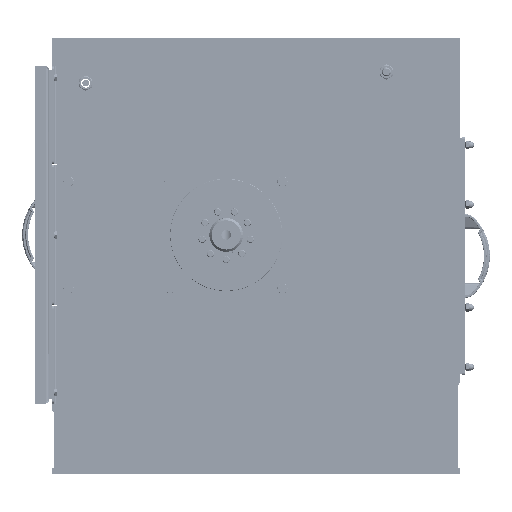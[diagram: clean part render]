
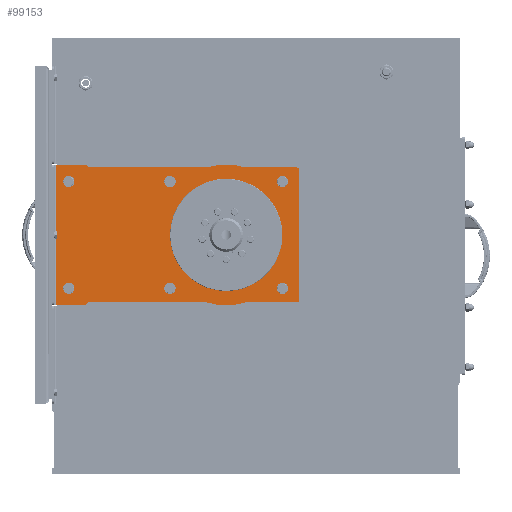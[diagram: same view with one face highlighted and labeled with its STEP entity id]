
A CAD part, left-side view. The second image highlights one B-rep face of the part: STEP entity #99153.
In plain terms, the highlighted planar face has unit normal (-1, 0, 0).
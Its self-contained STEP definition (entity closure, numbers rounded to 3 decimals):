
#2782=FACE_BOUND('',#26785,.T.);
#2783=FACE_BOUND('',#26786,.T.);
#2784=FACE_BOUND('',#26787,.T.);
#2785=FACE_BOUND('',#26788,.T.);
#2786=FACE_BOUND('',#26789,.T.);
#2787=FACE_BOUND('',#26790,.T.);
#2788=FACE_BOUND('',#26791,.T.);
#3869=LINE('',#144627,#10835);
#3875=LINE('',#144648,#10841);
#3878=LINE('',#144654,#10844);
#3882=LINE('',#144660,#10848);
#3885=LINE('',#144665,#10851);
#3888=LINE('',#144677,#10854);
#3891=LINE('',#144683,#10857);
#3894=LINE('',#144688,#10860);
#3896=LINE('',#144692,#10862);
#3897=LINE('',#144693,#10863);
#10835=VECTOR('',#116101,10.);
#10841=VECTOR('',#116121,10.);
#10844=VECTOR('',#116126,10.);
#10848=VECTOR('',#116132,10.);
#10851=VECTOR('',#116137,10.);
#10854=VECTOR('',#116148,10.);
#10857=VECTOR('',#116153,10.);
#10860=VECTOR('',#116158,10.);
#10862=VECTOR('',#116162,10.);
#10863=VECTOR('',#116163,10.);
#17789=PLANE('',#105245);
#20749=FACE_OUTER_BOUND('',#26784,.T.);
#26784=EDGE_LOOP('',(#63778,#63779,#63780,#63781,#63782,#63783,#63784,#63785,
#63786,#63787,#63788,#63789,#63790,#63791));
#26785=EDGE_LOOP('',(#63792));
#26786=EDGE_LOOP('',(#63793));
#26787=EDGE_LOOP('',(#63794));
#26788=EDGE_LOOP('',(#63795));
#26789=EDGE_LOOP('',(#63796));
#26790=EDGE_LOOP('',(#63797));
#26791=EDGE_LOOP('',(#63798));
#33855=CIRCLE('',#105226,5.);
#33858=CIRCLE('',#105231,5.);
#33859=CIRCLE('',#105233,125.);
#33862=CIRCLE('',#105241,125.);
#33863=CIRCLE('',#105246,10.);
#33864=CIRCLE('',#105247,10.);
#33865=CIRCLE('',#105248,10.);
#33866=CIRCLE('',#105249,10.);
#33867=CIRCLE('',#105250,10.);
#33868=CIRCLE('',#105251,10.);
#33869=CIRCLE('',#105252,99.5);
#40524=VERTEX_POINT('',#144617);
#40525=VERTEX_POINT('',#144618);
#40528=VERTEX_POINT('',#144626);
#40531=VERTEX_POINT('',#144634);
#40532=VERTEX_POINT('',#144638);
#40533=VERTEX_POINT('',#144639);
#40536=VERTEX_POINT('',#144647);
#40538=VERTEX_POINT('',#144653);
#40540=VERTEX_POINT('',#144663);
#40543=VERTEX_POINT('',#144670);
#40544=VERTEX_POINT('',#144672);
#40545=VERTEX_POINT('',#144676);
#40547=VERTEX_POINT('',#144682);
#40549=VERTEX_POINT('',#144691);
#40550=VERTEX_POINT('',#144694);
#40551=VERTEX_POINT('',#144696);
#40552=VERTEX_POINT('',#144698);
#40553=VERTEX_POINT('',#144700);
#40554=VERTEX_POINT('',#144702);
#40555=VERTEX_POINT('',#144704);
#40556=VERTEX_POINT('',#144706);
#49440=EDGE_CURVE('',#40524,#40525,#33855,.T.);
#49444=EDGE_CURVE('',#40525,#40528,#3869,.T.);
#49448=EDGE_CURVE('',#40528,#40531,#33858,.T.);
#49450=EDGE_CURVE('',#40532,#40533,#33859,.T.);
#49454=EDGE_CURVE('',#40533,#40536,#3875,.T.);
#49457=EDGE_CURVE('',#40536,#40538,#3878,.T.);
#49461=EDGE_CURVE('',#40524,#40532,#3882,.T.);
#49464=EDGE_CURVE('',#40538,#40540,#3885,.T.);
#49467=EDGE_CURVE('',#40544,#40543,#33862,.T.);
#49469=EDGE_CURVE('',#40545,#40544,#3888,.T.);
#49472=EDGE_CURVE('',#40547,#40545,#3891,.T.);
#49475=EDGE_CURVE('',#40543,#40531,#3894,.T.);
#49477=EDGE_CURVE('',#40549,#40540,#3896,.T.);
#49478=EDGE_CURVE('',#40547,#40549,#3897,.T.);
#49479=EDGE_CURVE('',#40550,#40550,#33863,.T.);
#49480=EDGE_CURVE('',#40551,#40551,#33864,.T.);
#49481=EDGE_CURVE('',#40552,#40552,#33865,.T.);
#49482=EDGE_CURVE('',#40553,#40553,#33866,.T.);
#49483=EDGE_CURVE('',#40554,#40554,#33867,.T.);
#49484=EDGE_CURVE('',#40555,#40555,#33868,.T.);
#49485=EDGE_CURVE('',#40556,#40556,#33869,.T.);
#63778=ORIENTED_EDGE('',*,*,#49440,.F.);
#63779=ORIENTED_EDGE('',*,*,#49461,.T.);
#63780=ORIENTED_EDGE('',*,*,#49450,.T.);
#63781=ORIENTED_EDGE('',*,*,#49454,.T.);
#63782=ORIENTED_EDGE('',*,*,#49457,.T.);
#63783=ORIENTED_EDGE('',*,*,#49464,.T.);
#63784=ORIENTED_EDGE('',*,*,#49477,.F.);
#63785=ORIENTED_EDGE('',*,*,#49478,.F.);
#63786=ORIENTED_EDGE('',*,*,#49472,.T.);
#63787=ORIENTED_EDGE('',*,*,#49469,.T.);
#63788=ORIENTED_EDGE('',*,*,#49467,.T.);
#63789=ORIENTED_EDGE('',*,*,#49475,.T.);
#63790=ORIENTED_EDGE('',*,*,#49448,.F.);
#63791=ORIENTED_EDGE('',*,*,#49444,.F.);
#63792=ORIENTED_EDGE('',*,*,#49479,.T.);
#63793=ORIENTED_EDGE('',*,*,#49480,.T.);
#63794=ORIENTED_EDGE('',*,*,#49481,.T.);
#63795=ORIENTED_EDGE('',*,*,#49482,.T.);
#63796=ORIENTED_EDGE('',*,*,#49483,.T.);
#63797=ORIENTED_EDGE('',*,*,#49484,.T.);
#63798=ORIENTED_EDGE('',*,*,#49485,.T.);
#99153=ADVANCED_FACE('',(#20749,#2782,#2783,#2784,#2785,#2786,#2787,#2788),
#17789,.F.);
#105226=AXIS2_PLACEMENT_3D('',#144619,#116093,#116094);
#105231=AXIS2_PLACEMENT_3D('',#144635,#116108,#116109);
#105233=AXIS2_PLACEMENT_3D('',#144640,#116113,#116114);
#105241=AXIS2_PLACEMENT_3D('',#144673,#116143,#116144);
#105245=AXIS2_PLACEMENT_3D('',#144690,#116160,#116161);
#105246=AXIS2_PLACEMENT_3D('',#144695,#116164,#116165);
#105247=AXIS2_PLACEMENT_3D('',#144697,#116166,#116167);
#105248=AXIS2_PLACEMENT_3D('',#144699,#116168,#116169);
#105249=AXIS2_PLACEMENT_3D('',#144701,#116170,#116171);
#105250=AXIS2_PLACEMENT_3D('',#144703,#116172,#116173);
#105251=AXIS2_PLACEMENT_3D('',#144705,#116174,#116175);
#105252=AXIS2_PLACEMENT_3D('',#144707,#116176,#116177);
#116093=DIRECTION('center_axis',(1.,0.,0.));
#116094=DIRECTION('ref_axis',(0.,-0.707,0.707));
#116101=DIRECTION('',(0.,0.,-1.));
#116108=DIRECTION('center_axis',(1.,0.,0.));
#116109=DIRECTION('ref_axis',(0.,-0.707,
-0.707));
#116113=DIRECTION('center_axis',(-1.,0.,0.));
#116114=DIRECTION('ref_axis',(0.,-0.28,-0.96));
#116121=DIRECTION('',(0.,1.,0.));
#116126=DIRECTION('',(0.,0.707,0.707));
#116132=DIRECTION('',(0.,1.,0.));
#116137=DIRECTION('',(0.,1.,0.));
#116143=DIRECTION('center_axis',(-1.,0.,0.));
#116144=DIRECTION('ref_axis',(0.,-0.28,0.96));
#116148=DIRECTION('',(0.,-1.,0.));
#116153=DIRECTION('',(0.,-0.707,0.707));
#116158=DIRECTION('',(0.,-1.,0.));
#116160=DIRECTION('center_axis',(1.,0.,0.));
#116161=DIRECTION('ref_axis',(0.,0.,
-1.));
#116162=DIRECTION('',(0.,0.,1.));
#116163=DIRECTION('',(0.,1.,0.));
#116164=DIRECTION('center_axis',(1.,0.,0.));
#116165=DIRECTION('ref_axis',(0.,1.,0.));
#116166=DIRECTION('center_axis',(1.,0.,0.));
#116167=DIRECTION('ref_axis',(0.,1.,0.));
#116168=DIRECTION('center_axis',(1.,0.,0.));
#116169=DIRECTION('ref_axis',(0.,1.,0.));
#116170=DIRECTION('center_axis',(1.,0.,0.));
#116171=DIRECTION('ref_axis',(0.,1.,0.));
#116172=DIRECTION('center_axis',(1.,0.,0.));
#116173=DIRECTION('ref_axis',(0.,1.,0.));
#116174=DIRECTION('center_axis',(1.,0.,0.));
#116175=DIRECTION('ref_axis',(0.,1.,0.));
#116176=DIRECTION('center_axis',(1.,0.,0.));
#116177=DIRECTION('ref_axis',(0.,0.,
-1.));
#144617=CARTESIAN_POINT('',(-874.,-125.,120.));
#144618=CARTESIAN_POINT('',(-874.,-130.,115.));
#144619=CARTESIAN_POINT('Origin',(-874.,-125.,115.));
#144626=CARTESIAN_POINT('',(-874.,-130.,-115.));
#144627=CARTESIAN_POINT('',(-874.,-130.,125.));
#144634=CARTESIAN_POINT('',(-874.,-125.,-120.));
#144635=CARTESIAN_POINT('Origin',(-874.,-125.,-115.));
#144638=CARTESIAN_POINT('',(-874.,-35.,120.));
#144639=CARTESIAN_POINT('',(-874.,35.,120.));
#144640=CARTESIAN_POINT('Origin',(-874.,0.,0.));
#144647=CARTESIAN_POINT('',(-874.,245.,120.));
#144648=CARTESIAN_POINT('',(-874.,174.762,120.));
#144653=CARTESIAN_POINT('',(-874.,250.,125.));
#144654=CARTESIAN_POINT('',(-874.,182.381,57.381));
#144660=CARTESIAN_POINT('',(-874.,34.762,120.));
#144663=CARTESIAN_POINT('',(-874.,302.,125.));
#144665=CARTESIAN_POINT('',(-874.,-130.,125.));
#144670=CARTESIAN_POINT('',(-874.,-35.,-120.));
#144672=CARTESIAN_POINT('',(-874.,35.,-120.));
#144673=CARTESIAN_POINT('Origin',(-874.,0.,0.));
#144676=CARTESIAN_POINT('',(-874.,245.,-120.));
#144677=CARTESIAN_POINT('',(-874.,174.762,-120.));
#144682=CARTESIAN_POINT('',(-874.,250.,-125.));
#144683=CARTESIAN_POINT('',(-874.,182.381,-57.381));
#144688=CARTESIAN_POINT('',(-874.,34.762,-120.));
#144690=CARTESIAN_POINT('Origin',(-874.,104.524,0.));
#144691=CARTESIAN_POINT('',(-874.,302.,-125.));
#144692=CARTESIAN_POINT('',(-874.,302.,0.));
#144693=CARTESIAN_POINT('',(-874.,-130.,-125.));
#144694=CARTESIAN_POINT('',(-874.,90.,95.));
#144695=CARTESIAN_POINT('Origin',(-874.,100.,95.));
#144696=CARTESIAN_POINT('',(-874.,-110.,95.));
#144697=CARTESIAN_POINT('Origin',(-874.,-100.,95.));
#144698=CARTESIAN_POINT('',(-874.,270.,95.));
#144699=CARTESIAN_POINT('Origin',(-874.,280.,95.));
#144700=CARTESIAN_POINT('',(-874.,90.,-95.));
#144701=CARTESIAN_POINT('Origin',(-874.,100.,-95.));
#144702=CARTESIAN_POINT('',(-874.,270.,-95.));
#144703=CARTESIAN_POINT('Origin',(-874.,280.,-95.));
#144704=CARTESIAN_POINT('',(-874.,-110.,-95.));
#144705=CARTESIAN_POINT('Origin',(-874.,-100.,-95.));
#144706=CARTESIAN_POINT('',(-874.,0.,99.5));
#144707=CARTESIAN_POINT('Origin',(-874.,0.,0.));
